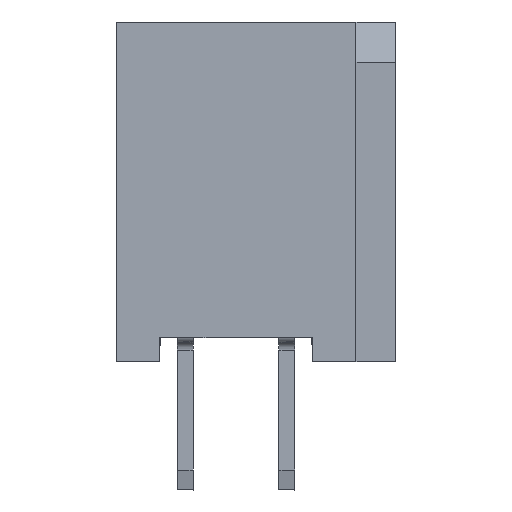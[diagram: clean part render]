
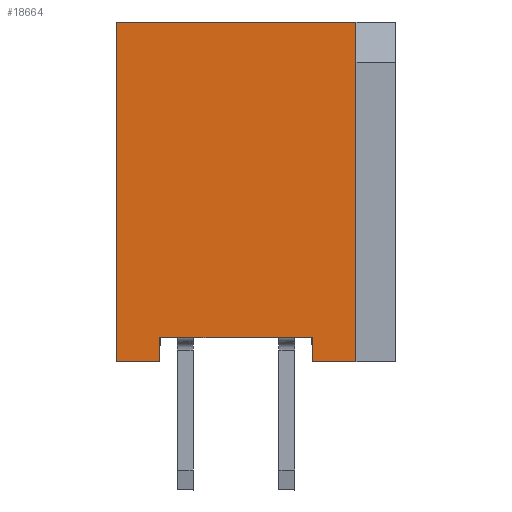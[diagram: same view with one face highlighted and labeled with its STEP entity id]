
A CAD part, left-side view. The second image highlights one B-rep face of the part: STEP entity #18664.
In plain terms, the highlighted planar face has unit normal (-1, 0, 0).
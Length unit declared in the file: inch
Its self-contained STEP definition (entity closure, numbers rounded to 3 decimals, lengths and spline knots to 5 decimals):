
#758=FACE_OUTER_BOUND('',#1774,.T.);
#1774=EDGE_LOOP('',(#12342,#12343,#12344,#12345,#12346,#12347,#12348,#12349));
#2791=LINE('',#26394,#5173);
#2798=LINE('',#26408,#5180);
#2885=LINE('',#26582,#5267);
#2886=LINE('',#26586,#5268);
#2887=LINE('',#26588,#5269);
#2888=LINE('',#26590,#5270);
#2889=LINE('',#26591,#5271);
#2890=LINE('',#26592,#5272);
#5173=VECTOR('',#21135,39.37008);
#5180=VECTOR('',#21144,39.37008);
#5267=VECTOR('',#21233,39.37008);
#5268=VECTOR('',#21236,39.37008);
#5269=VECTOR('',#21237,39.37008);
#5270=VECTOR('',#21238,39.37008);
#5271=VECTOR('',#21239,39.37008);
#5272=VECTOR('',#21240,39.37008);
#7551=VERTEX_POINT('',#26385);
#7555=VERTEX_POINT('',#26392);
#7561=VERTEX_POINT('',#26406);
#7642=VERTEX_POINT('',#26570);
#7648=VERTEX_POINT('',#26584);
#7649=VERTEX_POINT('',#26585);
#7650=VERTEX_POINT('',#26587);
#7651=VERTEX_POINT('',#26589);
#9423=EDGE_CURVE('',#7555,#7551,#2791,.T.);
#9430=EDGE_CURVE('',#7555,#7561,#2798,.T.);
#9517=EDGE_CURVE('',#7551,#7642,#2885,.T.);
#9518=EDGE_CURVE('',#7648,#7649,#2886,.T.);
#9519=EDGE_CURVE('',#7650,#7648,#2887,.T.);
#9520=EDGE_CURVE('',#7651,#7650,#2888,.T.);
#9521=EDGE_CURVE('',#7642,#7651,#2889,.T.);
#9522=EDGE_CURVE('',#7649,#7561,#2890,.T.);
#12342=ORIENTED_EDGE('',*,*,#9518,.F.);
#12343=ORIENTED_EDGE('',*,*,#9519,.F.);
#12344=ORIENTED_EDGE('',*,*,#9520,.F.);
#12345=ORIENTED_EDGE('',*,*,#9521,.F.);
#12346=ORIENTED_EDGE('',*,*,#9517,.F.);
#12347=ORIENTED_EDGE('',*,*,#9423,.F.);
#12348=ORIENTED_EDGE('',*,*,#9430,.T.);
#12349=ORIENTED_EDGE('',*,*,#9522,.F.);
#17888=PLANE('',#19694);
#18664=ADVANCED_FACE('',(#758),#17888,.F.);
#19694=AXIS2_PLACEMENT_3D('',#26583,#21234,#21235);
#21135=DIRECTION('',(0.,0.,-1.));
#21144=DIRECTION('',(0.,1.,0.));
#21233=DIRECTION('',(0.,1.,0.));
#21234=DIRECTION('center_axis',(1.,0.,0.));
#21235=DIRECTION('ref_axis',(0.,0.,-1.));
#21236=DIRECTION('',(0.,1.,0.));
#21237=DIRECTION('',(0.,0.,-1.));
#21238=DIRECTION('',(0.,1.,0.));
#21239=DIRECTION('',(0.,0.,1.));
#21240=DIRECTION('',(0.,0.,1.));
#26385=CARTESIAN_POINT('',(-0.55,-0.09843,-0.10433));
#26392=CARTESIAN_POINT('',(-0.55,-0.09843,0.23031));
#26394=CARTESIAN_POINT('',(-0.55,-0.09843,0.31398));
#26406=CARTESIAN_POINT('',(-0.55,0.1378,0.23031));
#26408=CARTESIAN_POINT('',(-0.55,0.01969,0.23031));
#26570=CARTESIAN_POINT('',(-0.55,-0.05512,-0.10433));
#26582=CARTESIAN_POINT('',(-0.55,-0.02362,-0.10433));
#26583=CARTESIAN_POINT('Origin',(-0.55,0.,
0.14665));
#26584=CARTESIAN_POINT('',(-0.55,0.09449,-0.10433));
#26585=CARTESIAN_POINT('',(-0.55,0.1378,-0.10433));
#26586=CARTESIAN_POINT('',(-0.55,0.17323,-0.10433));
#26587=CARTESIAN_POINT('',(-0.55,0.09449,-0.08071));
#26588=CARTESIAN_POINT('',(-0.55,0.09449,0.23031));
#26589=CARTESIAN_POINT('',(-0.55,-0.05512,-0.08071));
#26590=CARTESIAN_POINT('',(-0.55,0.,-0.08071));
#26591=CARTESIAN_POINT('',(-0.55,-0.05512,0.14665));
#26592=CARTESIAN_POINT('',(-0.55,0.1378,0.14665));
